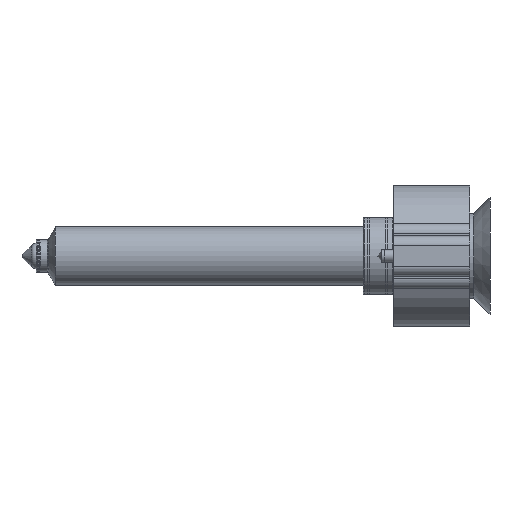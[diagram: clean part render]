
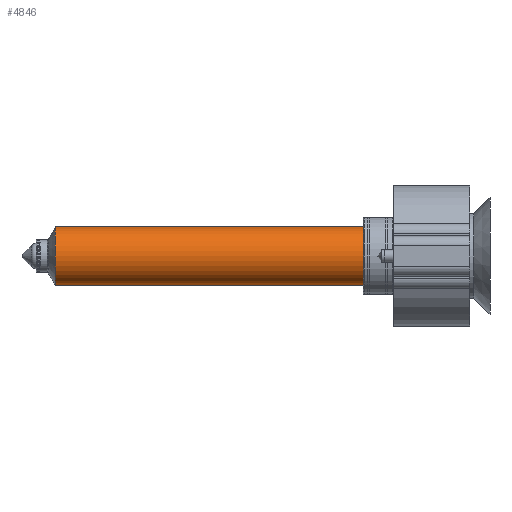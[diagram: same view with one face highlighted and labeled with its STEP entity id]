
A CAD part, front view. The second image highlights one B-rep face of the part: STEP entity #4846.
In plain terms, the highlighted cylindrical face has radius 14.5 mm (diameter 29 mm), a full revolution.
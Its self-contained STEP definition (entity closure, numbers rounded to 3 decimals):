
#259 = VERTEX_POINT ( 'NONE', #1106 ) ;
#613 = VERTEX_POINT ( 'NONE', #13772 ) ;
#1106 = CARTESIAN_POINT ( 'NONE',  ( -14.5, 0., -16.464 ) ) ;
#1530 = DIRECTION ( 'NONE',  ( 0., 0., -1. ) ) ;
#2164 = CYLINDRICAL_SURFACE ( 'NONE', #12428, 14.5 ) ;
#2654 = FACE_OUTER_BOUND ( 'NONE', #14387, .T. ) ;
#3388 = FACE_OUTER_BOUND ( 'NONE', #4556, .T. ) ;
#4065 = CARTESIAN_POINT ( 'NONE',  ( 0., 0., 0. ) ) ;
#4556 = EDGE_LOOP ( 'NONE', ( #8852 ) ) ;
#4846 = ADVANCED_FACE ( 'NONE', ( #2654, #3388 ), #2164, .T. ) ;
#5071 = AXIS2_PLACEMENT_3D ( 'NONE', #8473, #1530, #9615 ) ;
#5758 = DIRECTION ( 'NONE',  ( 0., 0., -1. ) ) ;
#6174 = EDGE_CURVE ( 'NONE', #613, #613, #9507, .T. ) ;
#6477 = EDGE_CURVE ( 'NONE', #259, #259, #8251, .T. ) ;
#8251 = CIRCLE ( 'NONE', #5071, 14.5 ) ;
#8473 = CARTESIAN_POINT ( 'NONE',  ( 0., 0., -16.464 ) ) ;
#8624 = DIRECTION ( 'NONE',  ( 0., 0., -1. ) ) ;
#8852 = ORIENTED_EDGE ( 'NONE', *, *, #6477, .T. ) ;
#9507 = CIRCLE ( 'NONE', #10786, 14.5 ) ;
#9615 = DIRECTION ( 'NONE',  ( -1., 0., 0. ) ) ;
#10786 = AXIS2_PLACEMENT_3D ( 'NONE', #12685, #5758, #13833 ) ;
#11010 = DIRECTION ( 'NONE',  ( -1., 0., 0. ) ) ;
#11742 = ORIENTED_EDGE ( 'NONE', *, *, #6174, .F. ) ;
#12428 = AXIS2_PLACEMENT_3D ( 'NONE', #4065, #8624, #11010 ) ;
#12685 = CARTESIAN_POINT ( 'NONE',  ( 0., 0., -170. ) ) ;
#13772 = CARTESIAN_POINT ( 'NONE',  ( -14.5, 0., -170. ) ) ;
#13833 = DIRECTION ( 'NONE',  ( -1., 0., 0. ) ) ;
#14387 = EDGE_LOOP ( 'NONE', ( #11742 ) ) ;
